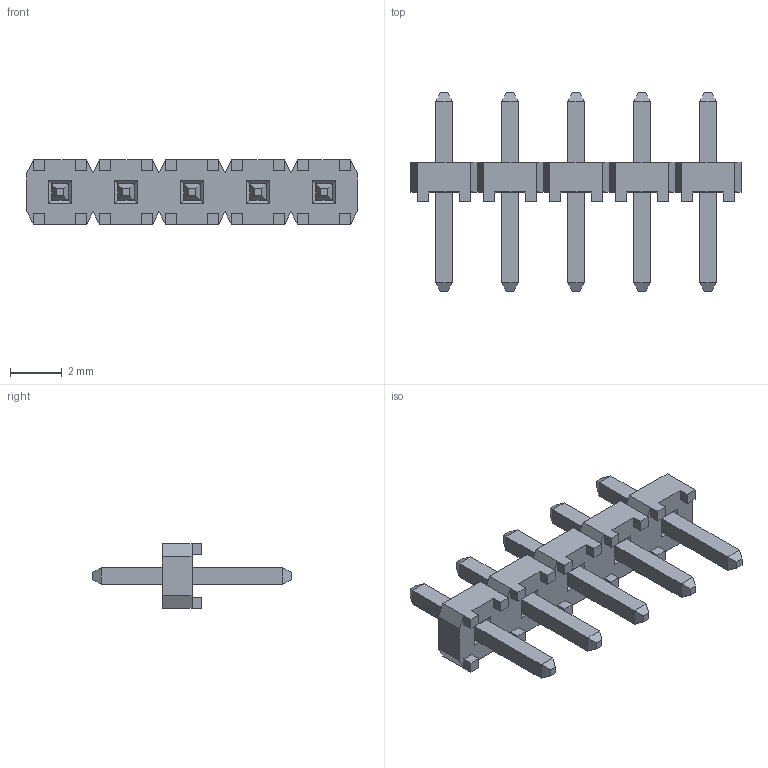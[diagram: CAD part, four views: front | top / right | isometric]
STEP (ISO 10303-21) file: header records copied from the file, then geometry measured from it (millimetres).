
FILE_DESCRIPTION(('CATIA V5 STEP Exchange'),'2;1');
FILE_NAME('TLW-105-06.stp','2015-07-09T12:34:59+00:00',('none'),('none'),'CATIA Version 5 Release 18 GA (IN-10)','CATIA V5 STEP AP203','none');
FILE_SCHEMA(('CONFIG_CONTROL_DESIGN'));
Length unit declared in the file: millimetre
Products named in the file (1): TLW-1XX-01
Bounding box: 12.7 x 7.62 x 2.49 mm (x, y, z)
Volume: 48.4 mm3; surface area: 195.3 mm2
Topology: 1 solids, 1 shells, 244 faces, 621 edges, 389 vertices
Faces by surface type: plane 244
Entity records: 6607 total; most frequent: ORIENTED_EDGE 1242, CARTESIAN_POINT 1147, DIRECTION 893, VECTOR 621, EDGE_CURVE 621, LINE 621, VERTEX_POINT 389, EDGE_LOOP 254
